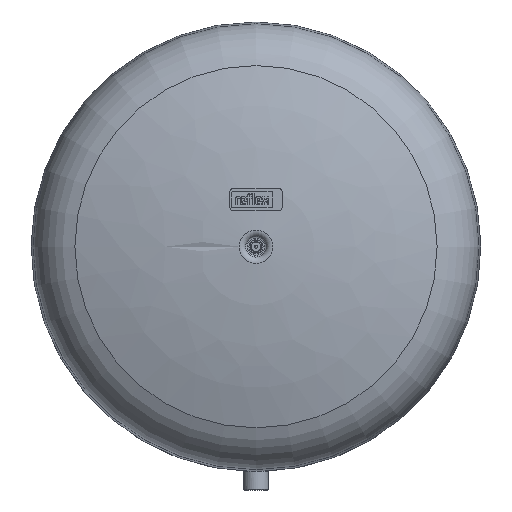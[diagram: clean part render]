
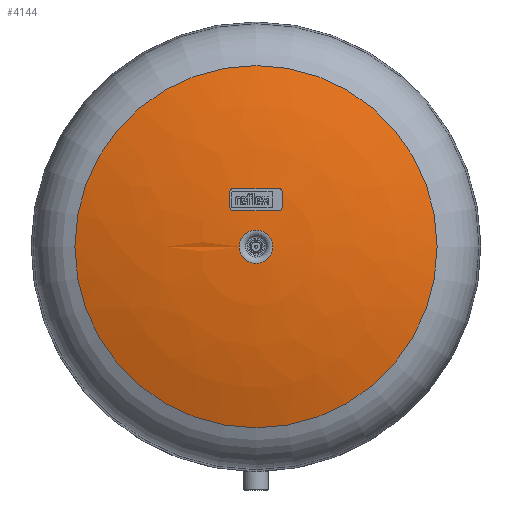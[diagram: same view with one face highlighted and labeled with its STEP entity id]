
A CAD part, front view. The second image highlights one B-rep face of the part: STEP entity #4144.
In plain terms, the highlighted free-form (B-spline) face has degree [2, 2] with [3, 9] control points.
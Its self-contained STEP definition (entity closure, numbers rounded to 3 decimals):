
#16=(
BOUNDED_CURVE()
B_SPLINE_CURVE(2,(#6553,#6554,#6555),.UNSPECIFIED.,.F.,.F.)
B_SPLINE_CURVE_WITH_KNOTS((3,3),(-1.545,-1.264),
 .UNSPECIFIED.)
CURVE()
GEOMETRIC_REPRESENTATION_ITEM()
RATIONAL_B_SPLINE_CURVE((1.,0.99,1.))
REPRESENTATION_ITEM($)
);
#20=(
BOUNDED_SURFACE()
B_SPLINE_SURFACE(2,2,((#6522,#6523,#6524,#6525,#6526,#6527,#6528,#6529,
#6530),(#6531,#6532,#6533,#6534,#6535,#6536,#6537,#6538,#6539),(#6540,#6541,
#6542,#6543,#6544,#6545,#6546,#6547,#6548)),.UNSPECIFIED.,.F.,.T.,.F.)
B_SPLINE_SURFACE_WITH_KNOTS((3,3),(3,2,2,2,3),(1.264,1.545),
(-3.142,-1.571,0.,1.571,3.142),
 .UNSPECIFIED.)
GEOMETRIC_REPRESENTATION_ITEM()
RATIONAL_B_SPLINE_SURFACE(((1.,0.707,1.,0.707,1.,
0.707,1.,0.707,1.),(0.99,0.7,
0.99,0.7,0.99,0.7,0.99,
0.7,0.99),(1.,0.707,1.,0.707,
1.,0.707,1.,0.707,1.)))
REPRESENTATION_ITEM($)
SURFACE()
);
#142=CIRCLE($,#4466,193.471);
#143=CIRCLE($,#4467,193.471);
#144=CIRCLE($,#4468,17.774);
#145=CIRCLE($,#4469,17.774);
#464=FACE_OUTER_BOUND($,#726,.T.);
#726=EDGE_LOOP($,(#2977,#2978,#2979,#2980,#2981,#2982));
#1784=VERTEX_POINT($,#6518);
#1785=VERTEX_POINT($,#6519);
#1786=VERTEX_POINT($,#6549);
#1787=VERTEX_POINT($,#6550);
#2243=EDGE_CURVE($,#1784,#1785,#142,.T.);
#2244=EDGE_CURVE($,#1785,#1784,#143,.T.);
#2245=EDGE_CURVE($,#1786,#1787,#144,.T.);
#2246=EDGE_CURVE($,#1787,#1786,#145,.T.);
#2247=EDGE_CURVE($,#1787,#1785,#16,.T.);
#2977=ORIENTED_EDGE($,*,*,#2245,.F.);
#2978=ORIENTED_EDGE($,*,*,#2246,.F.);
#2979=ORIENTED_EDGE($,*,*,#2247,.T.);
#2980=ORIENTED_EDGE($,*,*,#2244,.T.);
#2981=ORIENTED_EDGE($,*,*,#2243,.T.);
#2982=ORIENTED_EDGE($,*,*,#2247,.F.);
#4144=ADVANCED_FACE($,(#464),#20,.F.);
#4466=AXIS2_PLACEMENT_3D($,#6520,#5124,#5125);
#4467=AXIS2_PLACEMENT_3D($,#6521,#5126,#5127);
#4468=AXIS2_PLACEMENT_3D($,#6551,#5128,#5129);
#4469=AXIS2_PLACEMENT_3D($,#6552,#5130,#5131);
#5124=DIRECTION('center_axis',(0.,-1.,0.));
#5125=DIRECTION('ref_axis',(1.,0.,0.));
#5126=DIRECTION('center_axis',(0.,-1.,0.));
#5127=DIRECTION('ref_axis',(1.,0.,0.));
#5128=DIRECTION('center_axis',(0.,-1.,0.));
#5129=DIRECTION('ref_axis',(1.,0.,0.));
#5130=DIRECTION('center_axis',(0.,-1.,0.));
#5131=DIRECTION('ref_axis',(1.,0.,0.));
#6518=CARTESIAN_POINT('',(0.,-164.286,453.358));
#6519=CARTESIAN_POINT('',(-193.471,-164.286,259.888));
#6520=CARTESIAN_POINT('Origin',(0.,-164.286,
259.888));
#6521=CARTESIAN_POINT('Origin',(0.,-164.286,
259.888));
#6522=CARTESIAN_POINT('Ctrl Pts',(-193.471,-164.286,259.888));
#6523=CARTESIAN_POINT('Ctrl Pts',(-193.471,-164.286,66.417));
#6524=CARTESIAN_POINT('Ctrl Pts',(0.,-164.286,
66.417));
#6525=CARTESIAN_POINT('Ctrl Pts',(193.471,-164.286,66.417));
#6526=CARTESIAN_POINT('Ctrl Pts',(193.471,-164.286,259.888));
#6527=CARTESIAN_POINT('Ctrl Pts',(193.471,-164.286,453.358));
#6528=CARTESIAN_POINT('Ctrl Pts',(0.,-164.286,
453.358));
#6529=CARTESIAN_POINT('Ctrl Pts',(-193.471,-164.286,453.358));
#6530=CARTESIAN_POINT('Ctrl Pts',(-193.471,-164.286,259.888));
#6531=CARTESIAN_POINT('Ctrl Pts',(-107.71,-191.468,259.888));
#6532=CARTESIAN_POINT('Ctrl Pts',(-107.71,-191.468,152.178));
#6533=CARTESIAN_POINT('Ctrl Pts',(0.,-191.468,
152.178));
#6534=CARTESIAN_POINT('Ctrl Pts',(107.71,-191.468,152.178));
#6535=CARTESIAN_POINT('Ctrl Pts',(107.71,-191.468,259.888));
#6536=CARTESIAN_POINT('Ctrl Pts',(107.71,-191.468,367.597));
#6537=CARTESIAN_POINT('Ctrl Pts',(0.,-191.468,
367.597));
#6538=CARTESIAN_POINT('Ctrl Pts',(-107.71,-191.468,367.597));
#6539=CARTESIAN_POINT('Ctrl Pts',(-107.71,-191.468,259.888));
#6540=CARTESIAN_POINT('Ctrl Pts',(-17.774,-193.798,259.888));
#6541=CARTESIAN_POINT('Ctrl Pts',(-17.774,-193.798,242.114));
#6542=CARTESIAN_POINT('Ctrl Pts',(0.,-193.798,
242.114));
#6543=CARTESIAN_POINT('Ctrl Pts',(17.774,-193.798,242.114));
#6544=CARTESIAN_POINT('Ctrl Pts',(17.774,-193.798,259.888));
#6545=CARTESIAN_POINT('Ctrl Pts',(17.774,-193.798,277.661));
#6546=CARTESIAN_POINT('Ctrl Pts',(0.,-193.798,
277.661));
#6547=CARTESIAN_POINT('Ctrl Pts',(-17.774,-193.798,277.661));
#6548=CARTESIAN_POINT('Ctrl Pts',(-17.774,-193.798,259.888));
#6549=CARTESIAN_POINT('',(0.,-193.798,277.661));
#6550=CARTESIAN_POINT('',(-17.774,-193.798,259.888));
#6551=CARTESIAN_POINT('Origin',(0.,-193.798,
259.888));
#6552=CARTESIAN_POINT('Origin',(0.,-193.798,
259.888));
#6553=CARTESIAN_POINT('Ctrl Pts',(-17.774,-193.798,259.888));
#6554=CARTESIAN_POINT('Ctrl Pts',(-107.71,-191.468,259.888));
#6555=CARTESIAN_POINT('Ctrl Pts',(-193.471,-164.286,259.888));
